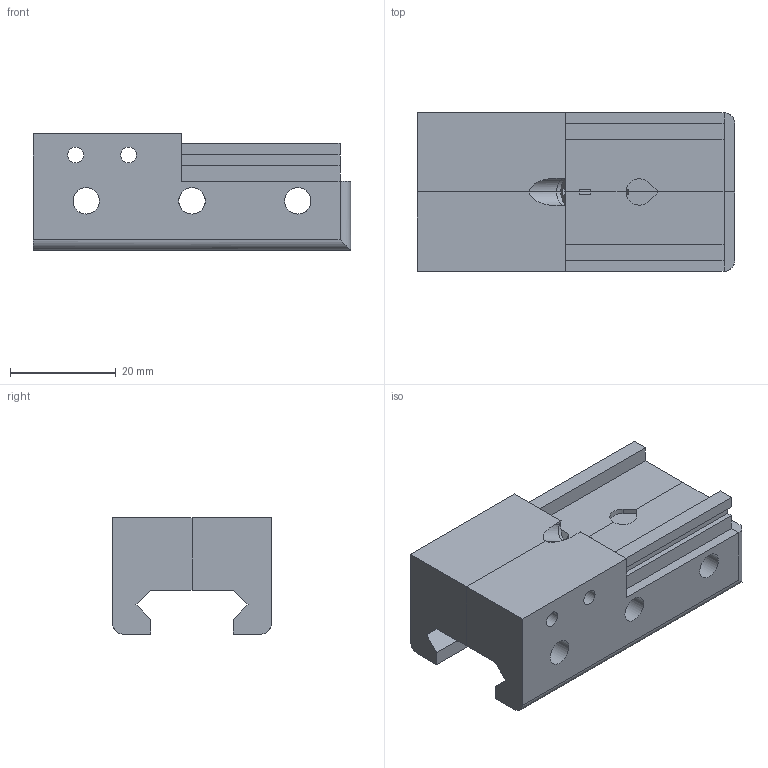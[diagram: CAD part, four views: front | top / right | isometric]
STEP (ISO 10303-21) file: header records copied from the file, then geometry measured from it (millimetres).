
FILE_DESCRIPTION(('FreeCAD Model'),'2;1');
FILE_NAME('SightBase.step','2015-03-22T23:19:19',('FreeCAD'),( 'FreeCAD'),'Open CASCADE STEP processor 6.7','FreeCAD','Unknown');
FILE_SCHEMA(('AUTOMOTIVE_DESIGN_CC2 { 1 2 10303 214 -1 1 5 4 }'));
Length unit declared in the file: millimetre
Products named in the file (1): SightBase
Bounding box: 60 x 30 x 22 mm (x, y, z)
Volume: 22486.6 mm3; surface area: 10777.8 mm2
Topology: 1 solids, 1 shells, 100 faces, 277 edges, 169 vertices
Faces by surface type: plane 80, cylinder 20
Full cylindrical faces by diameter (mm): 3 x4, 5 x6
Entity records: 6907 total; most frequent: CARTESIAN_POINT 1424, DIRECTION 995, LINE 679, VECTOR 679, ORIENTED_EDGE 554, PCURVE 554, DEFINITIONAL_REPRESENTATION 554, EDGE_CURVE 277
